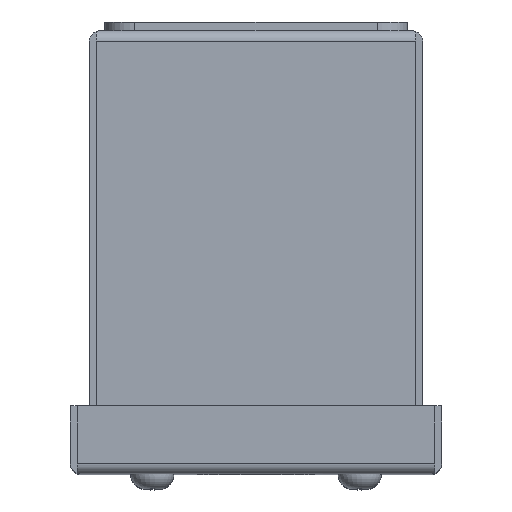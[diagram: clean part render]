
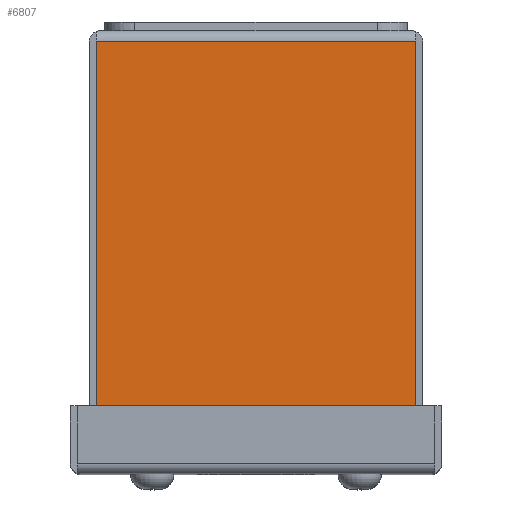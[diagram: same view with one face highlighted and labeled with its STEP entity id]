
A CAD part, top view. The second image highlights one B-rep face of the part: STEP entity #6807.
In plain terms, the highlighted planar face has unit normal (0, 0, 1).
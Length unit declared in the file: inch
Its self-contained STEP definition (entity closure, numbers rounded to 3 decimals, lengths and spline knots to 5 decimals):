
#126 = CARTESIAN_POINT ( 'NONE',  ( -1.31721, -0.086, 1.625 ) ) ;
#586 = DIRECTION ( 'NONE',  ( 0., -1., 0. ) ) ;
#737 = CARTESIAN_POINT ( 'NONE',  ( -1.31721, 0., 1.625 ) ) ;
#1072 = VECTOR ( 'NONE', #1325, 39.37008 ) ;
#1166 = EDGE_CURVE ( 'NONE', #4692, #10161, #12194, .T. ) ;
#1173 = CARTESIAN_POINT ( 'NONE',  ( -1.31721, -3.414, 1.625 ) ) ;
#1325 = DIRECTION ( 'NONE',  ( 1., 0., 0. ) ) ;
#1395 = ORIENTED_EDGE ( 'NONE', *, *, #2191, .T. ) ;
#1591 = VECTOR ( 'NONE', #586, 39.37008 ) ;
#1917 = FACE_OUTER_BOUND ( 'NONE', #10509, .T. ) ;
#2116 = ORIENTED_EDGE ( 'NONE', *, *, #4712, .F. ) ;
#2191 = EDGE_CURVE ( 'NONE', #11607, #4692, #6631, .T. ) ;
#2306 = CARTESIAN_POINT ( 'NONE',  ( -9.152, -3.414, 1.625 ) ) ;
#2642 = CARTESIAN_POINT ( 'NONE',  ( 1.31721, 0., 1.625 ) ) ;
#3552 = AXIS2_PLACEMENT_3D ( 'NONE', #6361, #10481, #11668 ) ;
#4692 = VERTEX_POINT ( 'NONE', #5624 ) ;
#4712 = EDGE_CURVE ( 'NONE', #10059, #10161, #6753, .T. ) ;
#5624 = CARTESIAN_POINT ( 'NONE',  ( 1.31721, -3.414, 1.625 ) ) ;
#6229 = PLANE ( 'NONE',  #3552 ) ;
#6361 = CARTESIAN_POINT ( 'NONE',  ( -9.152, 0., 1.625 ) ) ;
#6610 = CARTESIAN_POINT ( 'NONE',  ( -1.289, -0.086, 1.625 ) ) ;
#6631 = LINE ( 'NONE', #2306, #1072 ) ;
#6753 = LINE ( 'NONE', #6610, #7689 ) ;
#6807 = ADVANCED_FACE ( 'NONE', ( #1917 ), #6229, .T. ) ;
#6879 = LINE ( 'NONE', #737, #1591 ) ;
#6908 = DIRECTION ( 'NONE',  ( 0., 1., 0. ) ) ;
#7689 = VECTOR ( 'NONE', #13011, 39.37008 ) ;
#9833 = ORIENTED_EDGE ( 'NONE', *, *, #1166, .T. ) ;
#10059 = VERTEX_POINT ( 'NONE', #126 ) ;
#10161 = VERTEX_POINT ( 'NONE', #12334 ) ;
#10481 = DIRECTION ( 'NONE',  ( 0., 0., 1. ) ) ;
#10509 = EDGE_LOOP ( 'NONE', ( #9833, #2116, #12713, #1395 ) ) ;
#10727 = EDGE_CURVE ( 'NONE', #10059, #11607, #6879, .T. ) ;
#10845 = VECTOR ( 'NONE', #6908, 39.37008 ) ;
#11607 = VERTEX_POINT ( 'NONE', #1173 ) ;
#11668 = DIRECTION ( 'NONE',  ( 1., 0., 0. ) ) ;
#12194 = LINE ( 'NONE', #2642, #10845 ) ;
#12334 = CARTESIAN_POINT ( 'NONE',  ( 1.31721, -0.086, 1.625 ) ) ;
#12713 = ORIENTED_EDGE ( 'NONE', *, *, #10727, .T. ) ;
#13011 = DIRECTION ( 'NONE',  ( 1., 0., 0. ) ) ;
